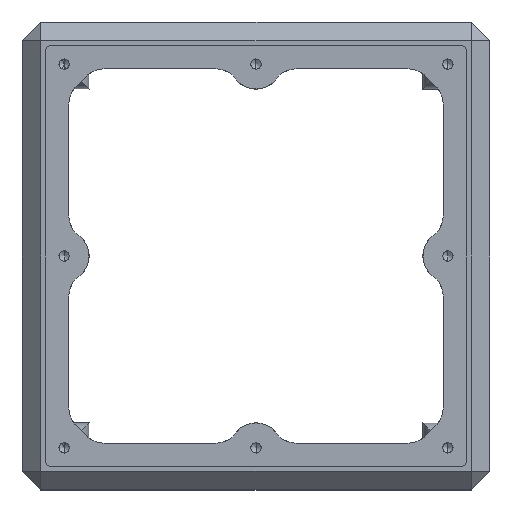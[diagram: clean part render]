
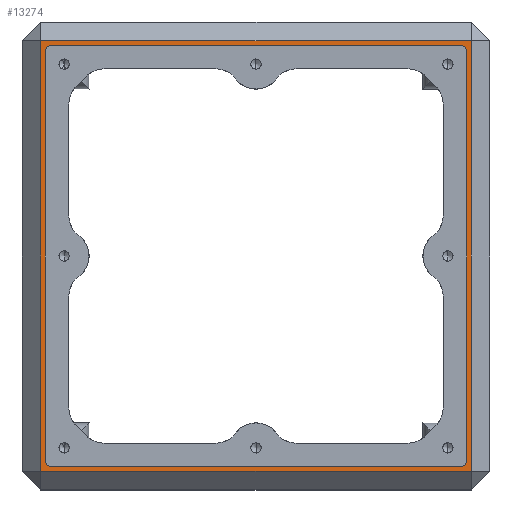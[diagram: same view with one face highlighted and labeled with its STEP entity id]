
A CAD part, left-side view. The second image highlights one B-rep face of the part: STEP entity #13274.
In plain terms, the highlighted planar face has unit normal (-1, 0, 0).
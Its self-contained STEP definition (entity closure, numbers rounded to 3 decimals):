
#62 = DIRECTION ( 'NONE',  ( 0., 0., -1. ) ) ;
#117 = DIRECTION ( 'NONE',  ( 1., 0., 0. ) ) ;
#124 = CARTESIAN_POINT ( 'NONE',  ( -75., 142.5, -67.5 ) ) ;
#222 = ORIENTED_EDGE ( 'NONE', *, *, #16858, .T. ) ;
#439 = CARTESIAN_POINT ( 'NONE',  ( -75., 144., -75. ) ) ;
#592 = ORIENTED_EDGE ( 'NONE', *, *, #5255, .T. ) ;
#639 = DIRECTION ( 'NONE',  ( 1., 0., 0. ) ) ;
#1146 = EDGE_CURVE ( 'NONE', #4624, #1558, #11202, .T. ) ;
#1431 = FACE_OUTER_BOUND ( 'NONE', #4471, .T. ) ;
#1558 = VERTEX_POINT ( 'NONE', #4359 ) ;
#1722 = LINE ( 'NONE', #5613, #13560 ) ;
#1798 = CARTESIAN_POINT ( 'NONE',  ( -75., 9.5, 67.5 ) ) ;
#1856 = CARTESIAN_POINT ( 'NONE',  ( -75., 142.5, -65.5 ) ) ;
#1975 = AXIS2_PLACEMENT_3D ( 'NONE', #16796, #639, #4630 ) ;
#2158 = ORIENTED_EDGE ( 'NONE', *, *, #1146, .F. ) ;
#2296 = CARTESIAN_POINT ( 'NONE',  ( -75., 142.5, 65.5 ) ) ;
#2479 = VERTEX_POINT ( 'NONE', #13830 ) ;
#2569 = VERTEX_POINT ( 'NONE', #1856 ) ;
#2632 = ORIENTED_EDGE ( 'NONE', *, *, #5469, .T. ) ;
#2701 = DIRECTION ( 'NONE',  ( 0., 1., 0. ) ) ;
#2730 = EDGE_CURVE ( 'NONE', #6721, #9928, #6537, .T. ) ;
#2861 = CIRCLE ( 'NONE', #16172, 2. ) ;
#3643 = VECTOR ( 'NONE', #10984, 1000. ) ;
#4359 = CARTESIAN_POINT ( 'NONE',  ( -75., 9.5, -67.5 ) ) ;
#4420 = CARTESIAN_POINT ( 'NONE',  ( -75., 140.5, 67.5 ) ) ;
#4471 = EDGE_LOOP ( 'NONE', ( #222, #15133, #2632, #592 ) ) ;
#4587 = VERTEX_POINT ( 'NONE', #11384 ) ;
#4624 = VERTEX_POINT ( 'NONE', #15733 ) ;
#4630 = DIRECTION ( 'NONE',  ( 0., 0., -1. ) ) ;
#4727 = ORIENTED_EDGE ( 'NONE', *, *, #6089, .T. ) ;
#4958 = ORIENTED_EDGE ( 'NONE', *, *, #2730, .T. ) ;
#5255 = EDGE_CURVE ( 'NONE', #14809, #15015, #15162, .T. ) ;
#5305 = VECTOR ( 'NONE', #2701, 1000. ) ;
#5469 = EDGE_CURVE ( 'NONE', #6359, #14809, #17133, .T. ) ;
#5534 = DIRECTION ( 'NONE',  ( 0., 0., 1. ) ) ;
#5613 = CARTESIAN_POINT ( 'NONE',  ( -75., 150., -69. ) ) ;
#5616 = DIRECTION ( 'NONE',  ( 1., 0., 0. ) ) ;
#5636 = EDGE_CURVE ( 'NONE', #13870, #6359, #1722, .T. ) ;
#5667 = DIRECTION ( 'NONE',  ( 1., 0., 0. ) ) ;
#5778 = DIRECTION ( 'NONE',  ( 0., 0., 1. ) ) ;
#5987 = AXIS2_PLACEMENT_3D ( 'NONE', #7509, #12931, #62 ) ;
#6089 = EDGE_CURVE ( 'NONE', #4624, #2569, #14994, .T. ) ;
#6219 = VERTEX_POINT ( 'NONE', #1798 ) ;
#6359 = VERTEX_POINT ( 'NONE', #13144 ) ;
#6399 = CARTESIAN_POINT ( 'NONE',  ( -75., 6., 69. ) ) ;
#6537 = CIRCLE ( 'NONE', #5987, 2. ) ;
#6606 = ORIENTED_EDGE ( 'NONE', *, *, #10690, .F. ) ;
#6721 = VERTEX_POINT ( 'NONE', #2296 ) ;
#6824 = PLANE ( 'NONE',  #10822 ) ;
#7086 = LINE ( 'NONE', #12512, #11906 ) ;
#7199 = CARTESIAN_POINT ( 'NONE',  ( -75., 144., 69. ) ) ;
#7417 = EDGE_CURVE ( 'NONE', #4587, #1558, #2861, .T. ) ;
#7509 = CARTESIAN_POINT ( 'NONE',  ( -75., 140.5, 65.5 ) ) ;
#7856 = ORIENTED_EDGE ( 'NONE', *, *, #7417, .T. ) ;
#8127 = CARTESIAN_POINT ( 'NONE',  ( -75., 150., 69. ) ) ;
#8617 = DIRECTION ( 'NONE',  ( 0., -1., 0. ) ) ;
#8926 = EDGE_CURVE ( 'NONE', #6721, #2569, #12268, .T. ) ;
#9217 = EDGE_CURVE ( 'NONE', #6219, #2479, #16809, .T. ) ;
#9231 = FACE_BOUND ( 'NONE', #10456, .T. ) ;
#9672 = DIRECTION ( 'NONE',  ( 0., 0., -1. ) ) ;
#9928 = VERTEX_POINT ( 'NONE', #4420 ) ;
#10443 = CARTESIAN_POINT ( 'NONE',  ( -75., 6., -75. ) ) ;
#10456 = EDGE_LOOP ( 'NONE', ( #6606, #7856, #2158, #4727, #12938, #4958, #11598, #12146 ) ) ;
#10590 = LINE ( 'NONE', #16015, #5305 ) ;
#10690 = EDGE_CURVE ( 'NONE', #4587, #2479, #7086, .T. ) ;
#10737 = VECTOR ( 'NONE', #8617, 1000. ) ;
#10822 = AXIS2_PLACEMENT_3D ( 'NONE', #12261, #117, #9672 ) ;
#10984 = DIRECTION ( 'NONE',  ( 0., 1., 0. ) ) ;
#11026 = DIRECTION ( 'NONE',  ( 0., -1., 0. ) ) ;
#11202 = LINE ( 'NONE', #15276, #10737 ) ;
#11329 = VECTOR ( 'NONE', #5534, 1000. ) ;
#11384 = CARTESIAN_POINT ( 'NONE',  ( -75., 7.5, -65.5 ) ) ;
#11598 = ORIENTED_EDGE ( 'NONE', *, *, #15889, .F. ) ;
#11906 = VECTOR ( 'NONE', #5778, 1000. ) ;
#11964 = VECTOR ( 'NONE', #15189, 1000. ) ;
#12142 = CARTESIAN_POINT ( 'NONE',  ( -75., 9.5, 65.5 ) ) ;
#12146 = ORIENTED_EDGE ( 'NONE', *, *, #9217, .T. ) ;
#12261 = CARTESIAN_POINT ( 'NONE',  ( -75., 150., -75. ) ) ;
#12268 = LINE ( 'NONE', #124, #11964 ) ;
#12368 = CARTESIAN_POINT ( 'NONE',  ( -75., 9.5, -65.5 ) ) ;
#12512 = CARTESIAN_POINT ( 'NONE',  ( -75., 7.5, -67.5 ) ) ;
#12931 = DIRECTION ( 'NONE',  ( 1., 0., 0. ) ) ;
#12938 = ORIENTED_EDGE ( 'NONE', *, *, #8926, .F. ) ;
#13144 = CARTESIAN_POINT ( 'NONE',  ( -75., 6., -69. ) ) ;
#13274 = ADVANCED_FACE ( 'NONE', ( #1431, #9231 ), #6824, .F. ) ;
#13514 = DIRECTION ( 'NONE',  ( 0., 0., -1. ) ) ;
#13560 = VECTOR ( 'NONE', #11026, 1000. ) ;
#13830 = CARTESIAN_POINT ( 'NONE',  ( -75., 7.5, 65.5 ) ) ;
#13870 = VERTEX_POINT ( 'NONE', #14292 ) ;
#14292 = CARTESIAN_POINT ( 'NONE',  ( -75., 144., -69. ) ) ;
#14809 = VERTEX_POINT ( 'NONE', #6399 ) ;
#14820 = AXIS2_PLACEMENT_3D ( 'NONE', #12142, #5667, #14828 ) ;
#14828 = DIRECTION ( 'NONE',  ( 0., 0., -1. ) ) ;
#14994 = CIRCLE ( 'NONE', #1975, 2. ) ;
#15015 = VERTEX_POINT ( 'NONE', #7199 ) ;
#15133 = ORIENTED_EDGE ( 'NONE', *, *, #5636, .T. ) ;
#15162 = LINE ( 'NONE', #8127, #3643 ) ;
#15189 = DIRECTION ( 'NONE',  ( 0., 0., -1. ) ) ;
#15276 = CARTESIAN_POINT ( 'NONE',  ( -75., 142.5, -67.5 ) ) ;
#15426 = DIRECTION ( 'NONE',  ( 0., 0., -1. ) ) ;
#15733 = CARTESIAN_POINT ( 'NONE',  ( -75., 140.5, -67.5 ) ) ;
#15889 = EDGE_CURVE ( 'NONE', #6219, #9928, #10590, .T. ) ;
#16015 = CARTESIAN_POINT ( 'NONE',  ( -75., 142.5, 67.5 ) ) ;
#16115 = VECTOR ( 'NONE', #15426, 1000. ) ;
#16172 = AXIS2_PLACEMENT_3D ( 'NONE', #12368, #5616, #13514 ) ;
#16764 = LINE ( 'NONE', #439, #16115 ) ;
#16796 = CARTESIAN_POINT ( 'NONE',  ( -75., 140.5, -65.5 ) ) ;
#16809 = CIRCLE ( 'NONE', #14820, 2. ) ;
#16858 = EDGE_CURVE ( 'NONE', #15015, #13870, #16764, .T. ) ;
#17133 = LINE ( 'NONE', #10443, #11329 ) ;
